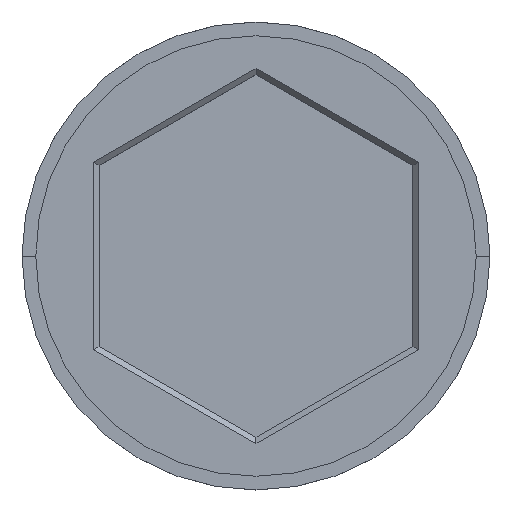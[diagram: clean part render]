
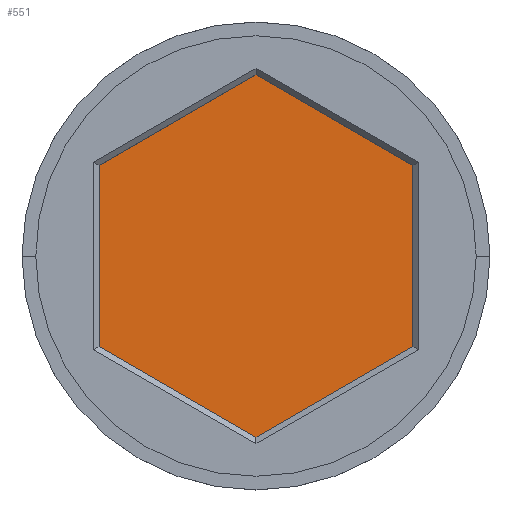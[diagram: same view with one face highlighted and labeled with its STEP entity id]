
A CAD part, top view. The second image highlights one B-rep face of the part: STEP entity #551.
In plain terms, the highlighted planar face has unit normal (0, 0, 1).
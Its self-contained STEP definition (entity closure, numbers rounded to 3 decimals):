
#17 = CARTESIAN_POINT ( 'NONE',  ( 5.7, 3.291, -2. ) ) ;
#23 = LINE ( 'NONE', #17, #358 ) ;
#41 = DIRECTION ( 'NONE',  ( 0.866, 0.5, 0. ) ) ;
#42 = ORIENTED_EDGE ( 'NONE', *, *, #1265, .T. ) ;
#63 = CARTESIAN_POINT ( 'NONE',  ( 5.7, -3.291, -2. ) ) ;
#67 = DIRECTION ( 'NONE',  ( 1., 0., 0. ) ) ;
#87 = FACE_OUTER_BOUND ( 'NONE', #824, .T. ) ;
#119 = DIRECTION ( 'NONE',  ( -0.866, 0.5, 0. ) ) ;
#170 = CARTESIAN_POINT ( 'NONE',  ( 0., 6.582, -2. ) ) ;
#185 = LINE ( 'NONE', #197, #504 ) ;
#187 = PLANE ( 'NONE',  #967 ) ;
#189 = CARTESIAN_POINT ( 'NONE',  ( -5.7, -3.291, -2. ) ) ;
#194 = DIRECTION ( 'NONE',  ( 0., 1., 0. ) ) ;
#197 = CARTESIAN_POINT ( 'NONE',  ( 0., 6.582, -2. ) ) ;
#265 = ORIENTED_EDGE ( 'NONE', *, *, #1085, .T. ) ;
#304 = ORIENTED_EDGE ( 'NONE', *, *, #1370, .T. ) ;
#338 = VERTEX_POINT ( 'NONE', #1258 ) ;
#358 = VECTOR ( 'NONE', #119, 1000. ) ;
#410 = VECTOR ( 'NONE', #194, 1000. ) ;
#427 = DIRECTION ( 'NONE',  ( 0., -1., 0. ) ) ;
#441 = VERTEX_POINT ( 'NONE', #737 ) ;
#451 = DIRECTION ( 'NONE',  ( 0., 0., 1. ) ) ;
#504 = VECTOR ( 'NONE', #557, 1000. ) ;
#530 = VECTOR ( 'NONE', #427, 1000. ) ;
#551 = ADVANCED_FACE ( 'NONE', ( #87 ), #187, .T. ) ;
#557 = DIRECTION ( 'NONE',  ( -0.866, -0.5, 0. ) ) ;
#602 = CARTESIAN_POINT ( 'NONE',  ( -5.7, -3.291, -2. ) ) ;
#655 = EDGE_CURVE ( 'NONE', #669, #802, #23, .T. ) ;
#660 = VERTEX_POINT ( 'NONE', #1299 ) ;
#669 = VERTEX_POINT ( 'NONE', #1169 ) ;
#693 = LINE ( 'NONE', #602, #699 ) ;
#699 = VECTOR ( 'NONE', #1389, 1000. ) ;
#737 = CARTESIAN_POINT ( 'NONE',  ( 0., -6.582, -2. ) ) ;
#751 = CARTESIAN_POINT ( 'NONE',  ( 0., -6.582, -2. ) ) ;
#802 = VERTEX_POINT ( 'NONE', #170 ) ;
#824 = EDGE_LOOP ( 'NONE', ( #1514, #873, #265, #1472, #42, #304 ) ) ;
#873 = ORIENTED_EDGE ( 'NONE', *, *, #1077, .T. ) ;
#910 = CARTESIAN_POINT ( 'NONE',  ( -5.7, 3.291, -2. ) ) ;
#967 = AXIS2_PLACEMENT_3D ( 'NONE', #1250, #451, #67 ) ;
#1009 = LINE ( 'NONE', #910, #530 ) ;
#1077 = EDGE_CURVE ( 'NONE', #802, #338, #185, .T. ) ;
#1085 = EDGE_CURVE ( 'NONE', #338, #1374, #1009, .T. ) ;
#1110 = LINE ( 'NONE', #751, #1142 ) ;
#1142 = VECTOR ( 'NONE', #41, 1000. ) ;
#1169 = CARTESIAN_POINT ( 'NONE',  ( 5.7, 3.291, -2. ) ) ;
#1181 = EDGE_CURVE ( 'NONE', #1374, #441, #693, .T. ) ;
#1250 = CARTESIAN_POINT ( 'NONE',  ( 0., 0., -2. ) ) ;
#1258 = CARTESIAN_POINT ( 'NONE',  ( -5.7, 3.291, -2. ) ) ;
#1265 = EDGE_CURVE ( 'NONE', #441, #660, #1110, .T. ) ;
#1299 = CARTESIAN_POINT ( 'NONE',  ( 5.7, -3.291, -2. ) ) ;
#1351 = LINE ( 'NONE', #63, #410 ) ;
#1370 = EDGE_CURVE ( 'NONE', #660, #669, #1351, .T. ) ;
#1374 = VERTEX_POINT ( 'NONE', #189 ) ;
#1389 = DIRECTION ( 'NONE',  ( 0.866, -0.5, 0. ) ) ;
#1472 = ORIENTED_EDGE ( 'NONE', *, *, #1181, .T. ) ;
#1514 = ORIENTED_EDGE ( 'NONE', *, *, #655, .T. ) ;
